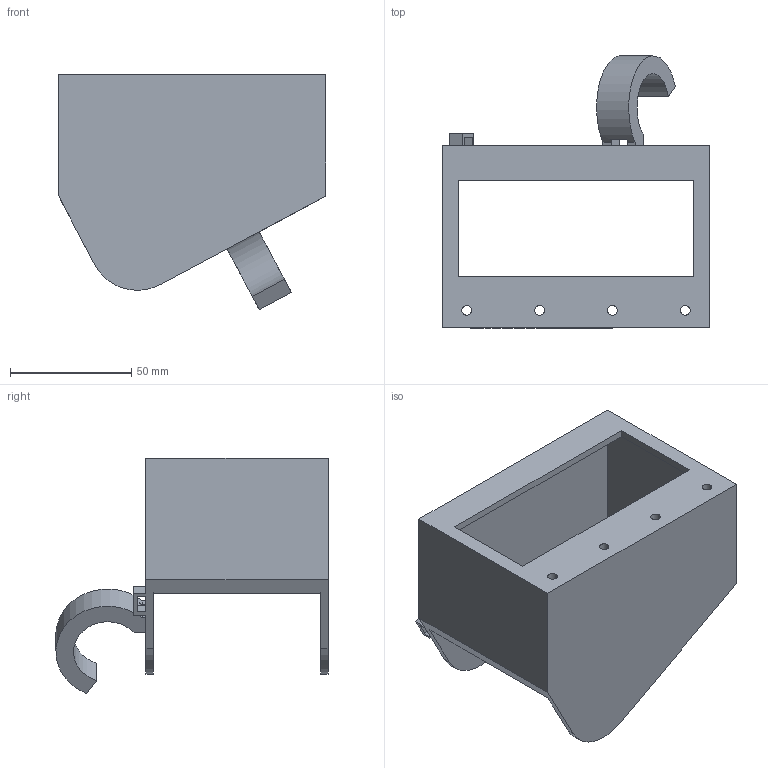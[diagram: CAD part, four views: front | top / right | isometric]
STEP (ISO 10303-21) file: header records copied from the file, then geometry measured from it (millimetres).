
FILE_DESCRIPTION (( 'STEP AP214' ), '1' );
FILE_NAME ('peça quina - 4f(2).STEP', '2024-06-05T05:11:55', ( '' ), ( '' ), 'SwSTEP 2.0', 'SolidWorks 2024', '' );
FILE_SCHEMA (( 'AUTOMOTIVE_DESIGN' ));
Length unit declared in the file: millimetre
Products named in the file (1): peça quina - 4f(2)
Bounding box: 110 x 112.08 x 96.86 mm (x, y, z)
Volume: 86233.3 mm3; surface area: 58480.3 mm2
Topology: 1 solids, 1 shells, 45 faces, 135 edges, 90 vertices
Faces by surface type: plane 31, cylinder 14
Entity records: 1570 total; most frequent: CARTESIAN_POINT 271, ORIENTED_EDGE 270, DIRECTION 257, EDGE_CURVE 135, LINE 105, VECTOR 105, VERTEX_POINT 90, AXIS2_PLACEMENT_3D 76
